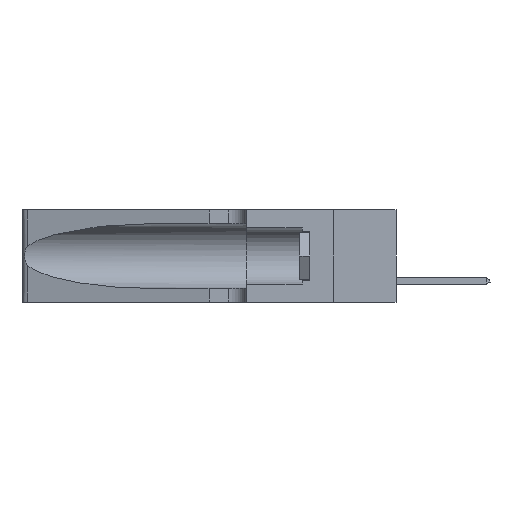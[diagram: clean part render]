
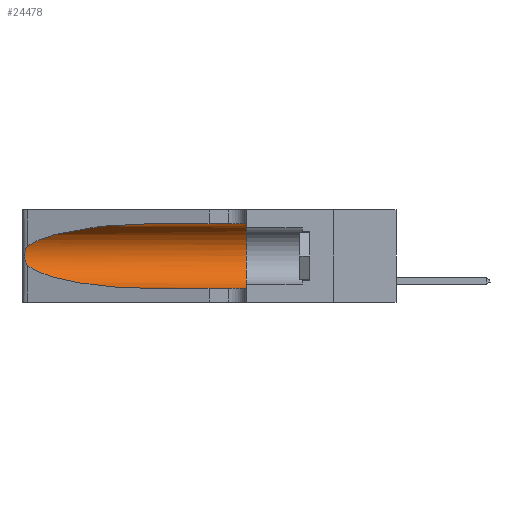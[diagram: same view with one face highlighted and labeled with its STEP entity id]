
A CAD part, left-side view. The second image highlights one B-rep face of the part: STEP entity #24478.
In plain terms, the highlighted cylindrical face has radius 3.308 mm (diameter 6.617 mm), a partial arc.
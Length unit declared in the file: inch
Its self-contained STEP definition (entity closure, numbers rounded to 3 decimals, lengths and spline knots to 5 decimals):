
#731 = EDGE_CURVE ( 'NONE', #10871, #23141, #8689, .T. ) ;
#915 = EDGE_CURVE ( 'NONE', #20073, #23141, #17215, .T. ) ;
#2516 = ORIENTED_EDGE ( 'NONE', *, *, #24798, .F. ) ;
#2626 = CARTESIAN_POINT ( 'NONE',  ( 0.25487, 1.22718, 0.22369 ) ) ;
#3003 = CARTESIAN_POINT ( 'NONE',  ( 0.25856, 1.23593, 0.16098 ) ) ;
#3055 = ORIENTED_EDGE ( 'NONE', *, *, #915, .F. ) ;
#3169 = CARTESIAN_POINT ( 'NONE',  ( 0.1305, 0.35, 0.31525 ) ) ;
#3294 = CARTESIAN_POINT ( 'NONE',  ( 0.26075, 1.23896, 0.19203 ) ) ;
#3769 = ORIENTED_EDGE ( 'NONE', *, *, #8784, .T. ) ;
#3831 = CARTESIAN_POINT ( 'NONE',  ( 0.1305, 0.72297, 0.05475 ) ) ;
#4116 = AXIS2_PLACEMENT_3D ( 'NONE', #18145, #9158, #24409 ) ;
#4143 = VECTOR ( 'NONE', #17245, 39.37008 ) ;
#5158 = CARTESIAN_POINT ( 'NONE',  ( 0.1305, 0.35, 0.05475 ) ) ;
#5557 = CARTESIAN_POINT ( 'NONE',  ( 0.26075, 1.23896, 0.178 ) ) ;
#6433 = AXIS2_PLACEMENT_3D ( 'NONE', #19703, #13012, #15046 ) ;
#6562 = EDGE_CURVE ( 'NONE', #14148, #18069, #19820, .T. ) ;
#6716 = CARTESIAN_POINT ( 'NONE',  ( 0.2373, 1.15595, 0.28018 ) ) ;
#7483 = CARTESIAN_POINT ( 'NONE',  ( 0.25639, 1.23186, 0.15144 ) ) ;
#7569 = CARTESIAN_POINT ( 'NONE',  ( 0.25787, 1.23484, 0.2124 ) ) ;
#8269 = CARTESIAN_POINT ( 'NONE',  ( 0.1305, 1.61858, 0.05475 ) ) ;
#8689 = LINE ( 'NONE', #8269, #19627 ) ;
#8784 = EDGE_CURVE ( 'NONE', #18069, #14053, #14047, .T. ) ;
#9158 = DIRECTION ( 'NONE',  ( 0., -1., 0. ) ) ;
#10500 = EDGE_LOOP ( 'NONE', ( #22139, #3769, #16813, #27066, #3055, #2516 ) ) ;
#10759 = CARTESIAN_POINT ( 'NONE',  ( 0.25487, 1.22718, 0.22369 ) ) ;
#10871 = VERTEX_POINT ( 'NONE', #3831 ) ;
#11676 = CARTESIAN_POINT ( 'NONE',  ( 0.26018, 1.23835, 0.19895 ) ) ;
#12052 = CARTESIAN_POINT ( 'NONE',  ( 0.26017, 1.23833, 0.17102 ) ) ;
#12718 = CARTESIAN_POINT ( 'NONE',  ( 0.1305, 0.72297, 0.05475 ) ) ;
#13012 = DIRECTION ( 'NONE',  ( 0., 1., 0. ) ) ;
#13880 = CARTESIAN_POINT ( 'NONE',  ( 0.25555, 1.22993, 0.14849 ) ) ;
#13969 = CARTESIAN_POINT ( 'NONE',  ( 0.25854, 1.2359, 0.20912 ) ) ;
#14047 = B_SPLINE_CURVE_WITH_KNOTS ( 'NONE', 3,
 ( #2626, #17903, #20540, #7569, #13969, #11676, #3294, #5557, #12052, #3003, #18630, #7483, #13880, #25010 ),
 .UNSPECIFIED., .F., .F.,
 ( 4, 2, 2, 2, 2, 2, 4 ),
 ( 0., 0.00027, 0.00053, 0.00107, 0.0016, 0.00187, 0.00214 ),
 .UNSPECIFIED. ) ;
#14053 = VERTEX_POINT ( 'NONE', #20406 ) ;
#14148 = VERTEX_POINT ( 'NONE', #22411 ) ;
#14733 = CARTESIAN_POINT ( 'NONE',  ( 0.2373, 1.15595, 0.08982 ) ) ;
#15046 = DIRECTION ( 'NONE',  ( 0., 0., 1. ) ) ;
#15306 = CARTESIAN_POINT ( 'NONE',  ( 0.18966, 0.96281, 0.31525 ) ) ;
#15444 = LINE ( 'NONE', #17340, #4143 ) ;
#16813 = ORIENTED_EDGE ( 'NONE', *, *, #25500, .T. ) ;
#17215 = CIRCLE ( 'NONE', #6433, 0.13025 ) ;
#17245 = DIRECTION ( 'NONE',  ( 0., -1., 0. ) ) ;
#17340 = CARTESIAN_POINT ( 'NONE',  ( 0.1305, 1.61858, 0.31525 ) ) ;
#17903 = CARTESIAN_POINT ( 'NONE',  ( 0.25555, 1.22994, 0.2215 ) ) ;
#18069 = VERTEX_POINT ( 'NONE', #10759 ) ;
#18145 = CARTESIAN_POINT ( 'NONE',  ( 0.1305, 1.61858, 0.185 ) ) ;
#18630 = CARTESIAN_POINT ( 'NONE',  ( 0.25789, 1.23486, 0.15765 ) ) ;
#19163 = FACE_OUTER_BOUND ( 'NONE', #10500, .T. ) ;
#19223 = DIRECTION ( 'NONE',  ( 0., -1., 0. ) ) ;
#19591 = CARTESIAN_POINT ( 'NONE',  ( 0.25487, 1.22718, 0.22369 ) ) ;
#19627 = VECTOR ( 'NONE', #19223, 39.37008 ) ;
#19703 = CARTESIAN_POINT ( 'NONE',  ( 0.1305, 0.35, 0.185 ) ) ;
#19820 =( BOUNDED_CURVE ( )  B_SPLINE_CURVE ( 3, ( #28043, #15306, #6716, #19591 ),
 .UNSPECIFIED., .F., .F. ) 
 B_SPLINE_CURVE_WITH_KNOTS ( ( 4, 4 ),
 ( 1.5708, 2.84003 ),
 .UNSPECIFIED. ) 
 CURVE ( )  GEOMETRIC_REPRESENTATION_ITEM ( )  RATIONAL_B_SPLINE_CURVE ( ( 1., 0.87, 0.87, 1. ) ) 
 REPRESENTATION_ITEM ( '' )  );
#20073 = VERTEX_POINT ( 'NONE', #3169 ) ;
#20406 = CARTESIAN_POINT ( 'NONE',  ( 0.25487, 1.22718, 0.14631 ) ) ;
#20540 = CARTESIAN_POINT ( 'NONE',  ( 0.25639, 1.23184, 0.21858 ) ) ;
#21399 = CARTESIAN_POINT ( 'NONE',  ( 0.25487, 1.22718, 0.14631 ) ) ;
#22139 = ORIENTED_EDGE ( 'NONE', *, *, #6562, .T. ) ;
#22411 = CARTESIAN_POINT ( 'NONE',  ( 0.1305, 0.72297, 0.31525 ) ) ;
#23141 = VERTEX_POINT ( 'NONE', #5158 ) ;
#24162 =( BOUNDED_CURVE ( )  B_SPLINE_CURVE ( 3, ( #21399, #14733, #25665, #12718 ),
 .UNSPECIFIED., .F., .T. ) 
 B_SPLINE_CURVE_WITH_KNOTS ( ( 4, 4 ),
 ( 3.44316, 4.71239 ),
 .UNSPECIFIED. ) 
 CURVE ( )  GEOMETRIC_REPRESENTATION_ITEM ( )  RATIONAL_B_SPLINE_CURVE ( ( 1., 0.87, 0.87, 1. ) ) 
 REPRESENTATION_ITEM ( '' )  );
#24409 = DIRECTION ( 'NONE',  ( 0., 0., -1. ) ) ;
#24478 = ADVANCED_FACE ( 'NONE', ( #19163 ), #27663, .F. ) ;
#24798 = EDGE_CURVE ( 'NONE', #14148, #20073, #15444, .T. ) ;
#25010 = CARTESIAN_POINT ( 'NONE',  ( 0.25487, 1.22718, 0.14631 ) ) ;
#25500 = EDGE_CURVE ( 'NONE', #14053, #10871, #24162, .T. ) ;
#25665 = CARTESIAN_POINT ( 'NONE',  ( 0.18966, 0.96281, 0.05475 ) ) ;
#27066 = ORIENTED_EDGE ( 'NONE', *, *, #731, .T. ) ;
#27663 = CYLINDRICAL_SURFACE ( 'NONE', #4116, 0.13025 ) ;
#28043 = CARTESIAN_POINT ( 'NONE',  ( 0.1305, 0.72297, 0.31525 ) ) ;
